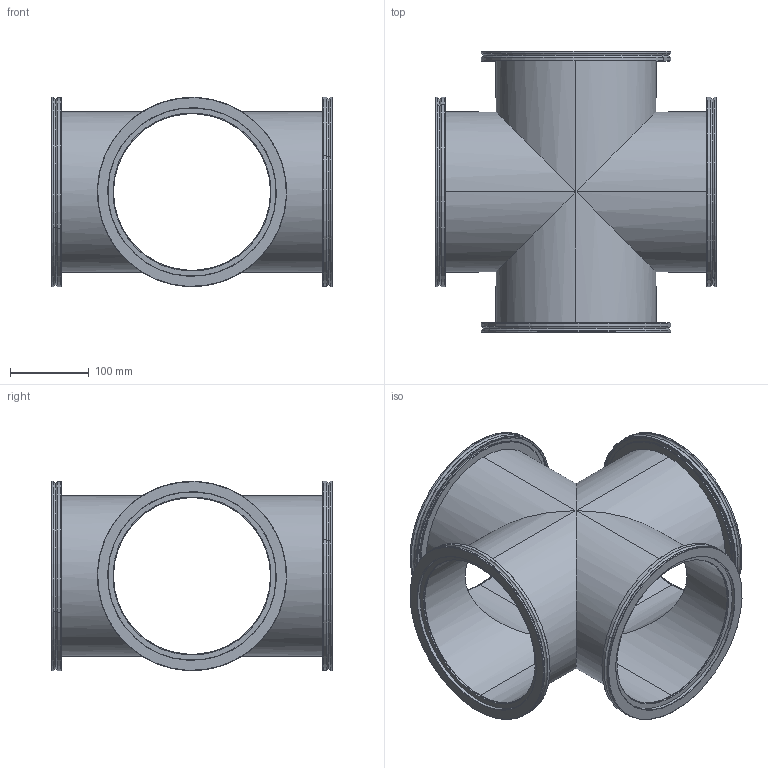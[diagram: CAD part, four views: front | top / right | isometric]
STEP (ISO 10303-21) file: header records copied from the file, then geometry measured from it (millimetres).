
FILE_DESCRIPTION (( 'STEP AP214' ), '1' );
FILE_NAME ('Hositrad_ISOX4-200.STEP', '2017-06-06T12:53:01', ( 'Gebruiker' ), ( '' ), 'SwSTEP 2.0', 'SolidWorks 2017', '' );
FILE_SCHEMA (( 'AUTOMOTIVE_DESIGN' ));
Length unit declared in the file: millimetre
Products named in the file (3): ISO-K-Weld-All_ISO200-203; ISO-K_Equal-4-Way-Cross_All_ISO200-T; Hositrad_ISOX4-200
Assembly tree (5 placements, depth 2):
  Hositrad_ISOX4-200
    ISO-K_Equal-4-Way-Cross_All_ISO200-T
    ISO-K-Weld-All_ISO200-203  x4
Bounding box: 356 x 356 x 239.78 mm (x, y, z)
Volume: 1044522.6 mm3; surface area: 741562.5 mm2
Topology: 5 solids, 5 shells, 156 faces, 312 edges, 180 vertices
Faces by surface type: cylinder 72, cone 40, plane 28, torus 16
Entity records: 1534 total; most frequent: DIRECTION 284, CARTESIAN_POINT 254, ORIENTED_EDGE 216, AXIS2_PLACEMENT_3D 122, EDGE_CURVE 108, EDGE_LOOP 64, VERTEX_POINT 60, CIRCLE 60
